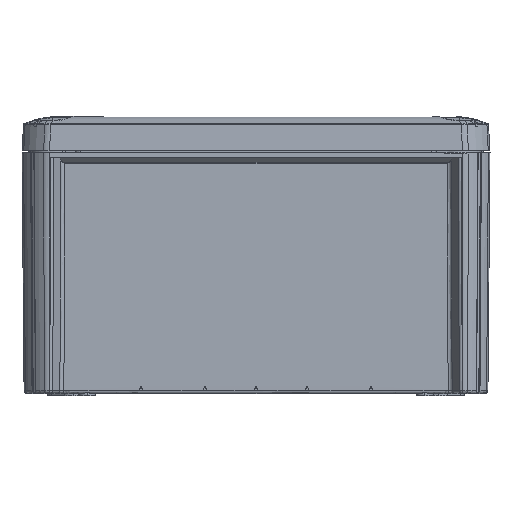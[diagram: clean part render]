
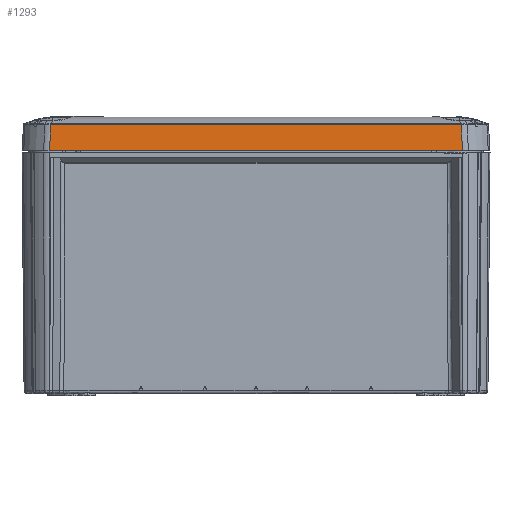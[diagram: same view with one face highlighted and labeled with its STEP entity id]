
A CAD part, left-side view. The second image highlights one B-rep face of the part: STEP entity #1293.
In plain terms, the highlighted planar face has unit normal (-0.999, 0, 0.052).
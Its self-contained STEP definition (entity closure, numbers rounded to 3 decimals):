
#1293=ADVANCED_FACE('',(#3160),#29803,.T.);
#3160=FACE_OUTER_BOUND('',#5002,.T.);
#5002=EDGE_LOOP('',(#12368,#12369,#12370,#12371,#12372,#12373));
#12368=ORIENTED_EDGE('',*,*,#18707,.F.);
#12369=ORIENTED_EDGE('',*,*,#18710,.F.);
#12370=ORIENTED_EDGE('',*,*,#18773,.F.);
#12371=ORIENTED_EDGE('',*,*,#18775,.F.);
#12372=ORIENTED_EDGE('',*,*,#18767,.F.);
#12373=ORIENTED_EDGE('',*,*,#18711,.F.);
#18707=EDGE_CURVE('',#27306,#27305,#22691,.T.);
#18710=EDGE_CURVE('',#27297,#27306,#22692,.T.);
#18711=EDGE_CURVE('',#27305,#27296,#22693,.T.);
#18767=EDGE_CURVE('',#27296,#27342,#22732,.T.);
#18773=EDGE_CURVE('',#27347,#27297,#22733,.T.);
#18775=EDGE_CURVE('',#27342,#27347,#22735,.T.);
#22691=B_SPLINE_CURVE_WITH_KNOTS('',1,(#76811,#76812),.UNSPECIFIED.,.F.,
 .F.,(2,2),(0.,176.376),.UNSPECIFIED.);
#22692=B_SPLINE_CURVE_WITH_KNOTS('',1,(#76819,#76820),.UNSPECIFIED.,.F.,
 .F.,(2,2),(0.,0.097),.UNSPECIFIED.);
#22693=B_SPLINE_CURVE_WITH_KNOTS('',1,(#76821,#76822),.UNSPECIFIED.,.F.,
 .F.,(2,2),(0.,0.097),.UNSPECIFIED.);
#22732=B_SPLINE_CURVE_WITH_KNOTS('',1,(#76999,#77000),.UNSPECIFIED.,.F.,
 .F.,(2,2),(-11.12,0.),.UNSPECIFIED.);
#22733=B_SPLINE_CURVE_WITH_KNOTS('',1,(#77022,#77023),.UNSPECIFIED.,.F.,
 .F.,(2,2),(-11.12,0.),.UNSPECIFIED.);
#22735=B_SPLINE_CURVE_WITH_KNOTS('',1,(#77026,#77027),.UNSPECIFIED.,.F.,
 .F.,(2,2),(0.,177.733),.UNSPECIFIED.);
#27296=VERTEX_POINT('',#71826);
#27297=VERTEX_POINT('',#71827);
#27305=VERTEX_POINT('',#71835);
#27306=VERTEX_POINT('',#71836);
#27342=VERTEX_POINT('',#71872);
#27347=VERTEX_POINT('',#71877);
#29803=PLANE('',#30809);
#30809=AXIS2_PLACEMENT_3D('',#60796,#31731,$);
#31731=DIRECTION('',(-0.999,0.,0.052));
#60796=CARTESIAN_POINT('',(-142.507,106.971,104.458));
#71826=CARTESIAN_POINT('',(-141.866,-87.985,116.69));
#71827=CARTESIAN_POINT('',(-141.866,88.585,116.69));
#71835=CARTESIAN_POINT('',(-141.866,-87.888,116.69));
#71836=CARTESIAN_POINT('',(-141.866,88.488,116.69));
#71872=CARTESIAN_POINT('',(-142.448,-88.567,105.6));
#71877=CARTESIAN_POINT('',(-142.448,89.167,105.6));
#76811=CARTESIAN_POINT('',(-141.866,88.488,116.69));
#76812=CARTESIAN_POINT('',(-141.866,-87.888,116.69));
#76819=CARTESIAN_POINT('',(-141.866,88.585,116.69));
#76820=CARTESIAN_POINT('',(-141.866,88.488,116.69));
#76821=CARTESIAN_POINT('',(-141.866,-87.888,116.69));
#76822=CARTESIAN_POINT('',(-141.866,-87.985,116.69));
#76999=CARTESIAN_POINT('',(-141.866,-87.985,116.69));
#77000=CARTESIAN_POINT('',(-142.448,-88.567,105.6));
#77022=CARTESIAN_POINT('',(-142.448,89.167,105.6));
#77023=CARTESIAN_POINT('',(-141.866,88.585,116.69));
#77026=CARTESIAN_POINT('',(-142.448,-88.567,105.6));
#77027=CARTESIAN_POINT('',(-142.448,89.167,105.6));
